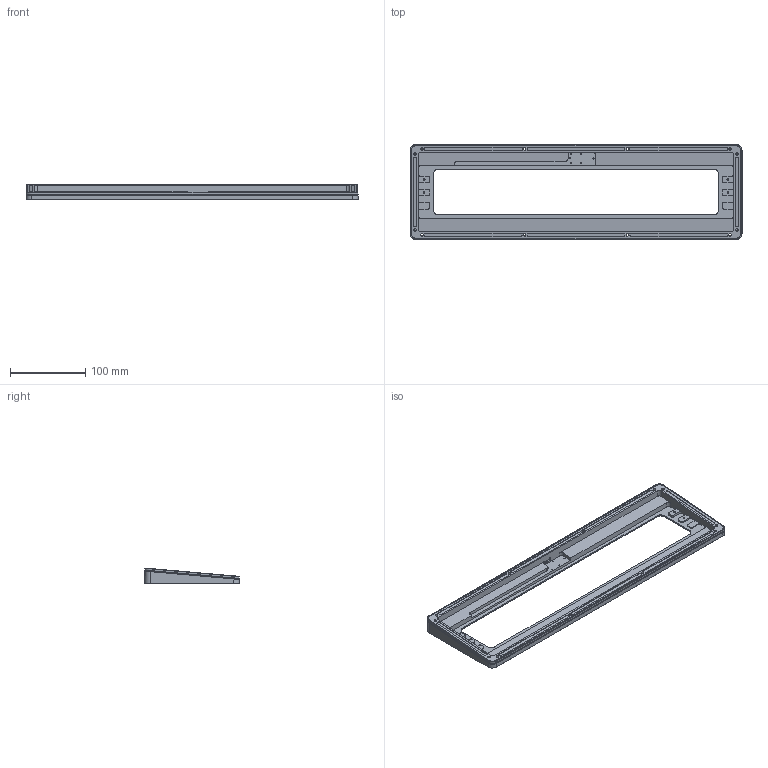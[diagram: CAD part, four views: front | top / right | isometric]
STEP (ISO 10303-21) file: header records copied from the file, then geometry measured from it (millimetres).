
FILE_DESCRIPTION(('HOOPS Exchange Step'),'2;1');
FILE_NAME('temp_export','2021-05-21T13:14:30-06:00',('mobile'),('Shapr3D Limited'),'HOOPS Exchange 2021.1','Shapr3D','Authorized');
FILE_SCHEMA( ('AP203_CONFIGURATION_CONTROLLED_3D_DESIGN_OF_MECHANICAL_PARTS_AND_ASSEMBLIES_MIM_LF') );
Length unit declared in the file: millimetre
Products named in the file (1): D5BD01D4-84A4-4DB7-9225-0DFD1E2D376B.tmp
Bounding box: 441.44 x 125.91 x 21.15 mm (x, y, z)
Volume: 259415.3 mm3; surface area: 107468.7 mm2
Topology: 1 solids, 1 shells, 318 faces, 819 edges, 538 vertices
Faces by surface type: plane 160, cylinder 126, bspline 28, cone 4
Full cylindrical faces by diameter (mm): 1.6 x8, 2.5 x2, 3.4 x12, 6 x8
Entity records: 12874 total; most frequent: CARTESIAN_POINT 5034, ORIENTED_EDGE 1638, DIRECTION 1578, EDGE_CURVE 819, AXIS2_PLACEMENT_3D 540, VERTEX_POINT 538, VECTOR 498, LINE 498
